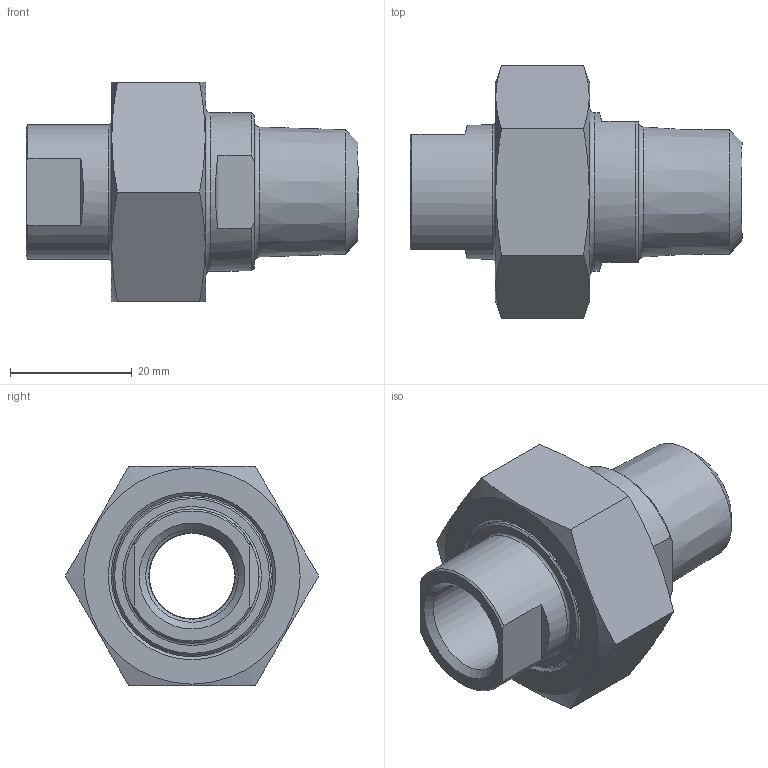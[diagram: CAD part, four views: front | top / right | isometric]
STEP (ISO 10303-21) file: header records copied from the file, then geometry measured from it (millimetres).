
FILE_DESCRIPTION(/* description */ (''),/* implementation_level */ '2;1');
FILE_NAME(/* name */ '3D_R134-E-UG-DN10-DN15_17101857.stp',/* time_stamp */ '2021-06-30T10:56:09+02:00',/* author */ ('cad'),/* organization */ (''),/* preprocessor_version */ 'ST-DEVELOPER v18.1',/* originating_system */ 'Autodesk Inventor 2022',/* authorisation */ '');
FILE_SCHEMA (('AUTOMOTIVE_DESIGN { 1 0 10303 214 3 1 1 }'));
Length unit declared in the file: millimetre
Products named in the file (4): 3D_R134-E-UG-DN10-DN15_17101857; 3D_R134-M-DN15_171011610; 3D_R134-UG-DN15_171011410; 3D_R134-E-DN10-DN15_171011012
Assembly tree (3 placements, depth 2):
  3D_R134-E-UG-DN10-DN15_17101857
    3D_R134-M-DN15_171011610
    3D_R134-UG-DN15_171011410
    3D_R134-E-DN10-DN15_171011012
Bounding box: 54.5 x 41.57 x 36 mm (x, y, z)
Volume: 22770.1 mm3; surface area: 13325.1 mm2
Topology: 3 solids, 3 shells, 68 faces, 158 edges, 103 vertices
Faces by surface type: plane 27, cone 22, cylinder 10, torus 9
Full cylindrical faces by diameter (mm): 14 x1, 14.2 x1, 15.2 x1, 22 x1, 26 x2, 26.5 x1, 30 x1, 30.376 x1, 31.85 x1
Entity records: 2109 total; most frequent: DIRECTION 376, CARTESIAN_POINT 376, ORIENTED_EDGE 316, AXIS2_PLACEMENT_3D 163, EDGE_CURVE 158, VERTEX_POINT 103, CIRCLE 84, EDGE_LOOP 81
